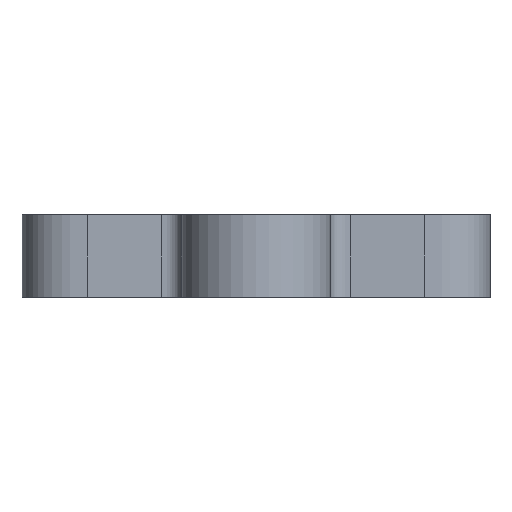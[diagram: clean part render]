
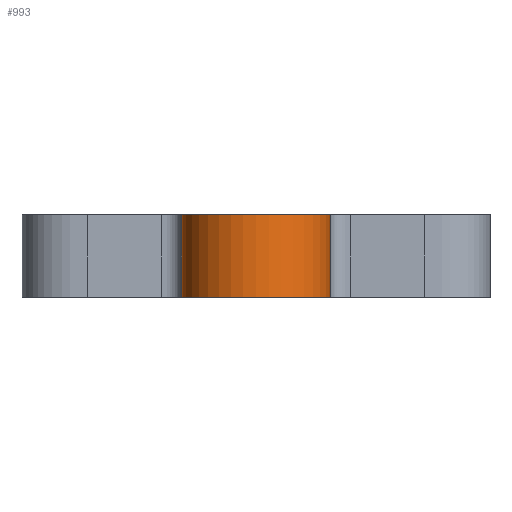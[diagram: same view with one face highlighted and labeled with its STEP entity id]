
A CAD part, front view. The second image highlights one B-rep face of the part: STEP entity #993.
In plain terms, the highlighted free-form (B-spline) face has degree [3, 1] with [4, 2] control points.
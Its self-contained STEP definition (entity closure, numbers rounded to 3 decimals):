
#13=(
BOUNDED_SURFACE()
B_SPLINE_SURFACE(3,1,((#1422,#1423),(#1424,#1425),(#1426,#1427),(#1428,
#1429)),.CYLINDRICAL_SURF.,.F.,.F.,.F.)
B_SPLINE_SURFACE_WITH_KNOTS((4,4),(2,2),(0.,1.),(0.045,0.955),
 .PIECEWISE_BEZIER_KNOTS.)
GEOMETRIC_REPRESENTATION_ITEM()
RATIONAL_B_SPLINE_SURFACE(((1.,1.),(0.333,0.333),
(0.333,0.333),(1.,1.)))
REPRESENTATION_ITEM('')
SURFACE()
);
#43=CIRCLE('',#1058,3.75);
#44=CIRCLE('',#1059,3.75);
#105=LINE('',#1419,#181);
#107=LINE('',#1432,#183);
#181=VECTOR('',#1132,1000.);
#183=VECTOR('',#1136,1000.);
#270=ORIENTED_EDGE('',*,*,#572,.T.);
#271=ORIENTED_EDGE('',*,*,#573,.T.);
#272=ORIENTED_EDGE('',*,*,#574,.F.);
#273=ORIENTED_EDGE('',*,*,#570,.F.);
#570=EDGE_CURVE('',#720,#721,#105,.T.);
#572=EDGE_CURVE('',#720,#722,#43,.T.);
#573=EDGE_CURVE('',#722,#723,#107,.T.);
#574=EDGE_CURVE('',#721,#723,#44,.T.);
#720=VERTEX_POINT('',#1418);
#721=VERTEX_POINT('',#1420);
#722=VERTEX_POINT('',#1431);
#723=VERTEX_POINT('',#1433);
#832=EDGE_LOOP('',(#270,#271,#272,#273));
#900=FACE_BOUND('',#832,.T.);
#993=ADVANCED_FACE('',(#900),#13,.T.);
#1058=AXIS2_PLACEMENT_3D('',#1430,#1134,#1135);
#1059=AXIS2_PLACEMENT_3D('',#1434,#1137,#1138);
#1132=DIRECTION('',(0.,0.,-1.));
#1134=DIRECTION('',(0.,0.,-1.));
#1135=DIRECTION('',(0.,1.,0.));
#1136=DIRECTION('',(0.,0.,-1.));
#1137=DIRECTION('',(0.,0.,-1.));
#1138=DIRECTION('',(0.,1.,0.));
#1418=CARTESIAN_POINT('',(32.843,-19.112,8.15));
#1419=CARTESIAN_POINT('',(32.843,-19.112,8.152));
#1420=CARTESIAN_POINT('',(32.843,-19.112,4.));
#1422=CARTESIAN_POINT('',(32.843,-19.112,8.15));
#1423=CARTESIAN_POINT('',(32.843,-19.112,4.));
#1424=CARTESIAN_POINT('',(32.843,-26.612,8.15));
#1425=CARTESIAN_POINT('',(32.843,-26.612,4.));
#1426=CARTESIAN_POINT('',(25.343,-26.612,8.15));
#1427=CARTESIAN_POINT('',(25.343,-26.612,4.));
#1428=CARTESIAN_POINT('',(25.343,-19.112,8.15));
#1429=CARTESIAN_POINT('',(25.343,-19.112,4.));
#1430=CARTESIAN_POINT('',(29.093,-19.112,8.15));
#1431=CARTESIAN_POINT('',(25.343,-19.112,8.15));
#1432=CARTESIAN_POINT('',(25.343,-19.112,8.152));
#1433=CARTESIAN_POINT('',(25.343,-19.112,4.));
#1434=CARTESIAN_POINT('',(29.093,-19.112,4.));
